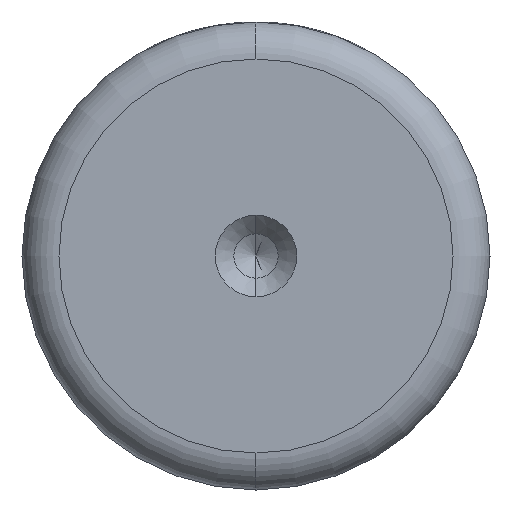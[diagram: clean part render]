
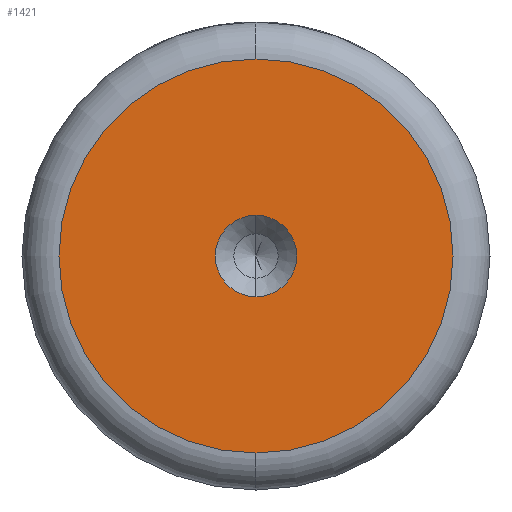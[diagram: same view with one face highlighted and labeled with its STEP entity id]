
A CAD part, left-side view. The second image highlights one B-rep face of the part: STEP entity #1421.
In plain terms, the highlighted planar face has unit normal (-1, 0, 0).
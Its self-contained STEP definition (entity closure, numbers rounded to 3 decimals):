
#7 = FACE_OUTER_BOUND ( 'NONE', #612, .T. ) ;
#26 = ORIENTED_EDGE ( 'NONE', *, *, #903, .T. ) ;
#113 = AXIS2_PLACEMENT_3D ( 'NONE', #328, #1067, #441 ) ;
#152 = CARTESIAN_POINT ( 'NONE',  ( 0., 0., -16. ) ) ;
#243 = VERTEX_POINT ( 'NONE', #1134 ) ;
#258 = VERTEX_POINT ( 'NONE', #152 ) ;
#308 = CARTESIAN_POINT ( 'NONE',  ( 0., 0., 0. ) ) ;
#328 = CARTESIAN_POINT ( 'NONE',  ( 0., 0., 0. ) ) ;
#353 = AXIS2_PLACEMENT_3D ( 'NONE', #648, #1406, #755 ) ;
#397 = DIRECTION ( 'NONE',  ( -1., 0., 0. ) ) ;
#412 = AXIS2_PLACEMENT_3D ( 'NONE', #1300, #1410, #759 ) ;
#413 = DIRECTION ( 'NONE',  ( 0., 0., 1. ) ) ;
#441 = DIRECTION ( 'NONE',  ( 0., 0., 1. ) ) ;
#467 = CIRCLE ( 'NONE', #1008, 3.3 ) ;
#514 = CIRCLE ( 'NONE', #353, 3.3 ) ;
#546 = EDGE_LOOP ( 'NONE', ( #892, #582 ) ) ;
#548 = PLANE ( 'NONE',  #412 ) ;
#582 = ORIENTED_EDGE ( 'NONE', *, *, #1072, .F. ) ;
#612 = EDGE_LOOP ( 'NONE', ( #26, #1007 ) ) ;
#648 = CARTESIAN_POINT ( 'NONE',  ( 0., 0., 0. ) ) ;
#739 = EDGE_CURVE ( 'NONE', #1078, #1256, #467, .T. ) ;
#755 = DIRECTION ( 'NONE',  ( 0., 0., 1. ) ) ;
#759 = DIRECTION ( 'NONE',  ( 0., 0., 1. ) ) ;
#825 = CIRCLE ( 'NONE', #950, 16. ) ;
#879 = CARTESIAN_POINT ( 'NONE',  ( 0., 0., -3.3 ) ) ;
#892 = ORIENTED_EDGE ( 'NONE', *, *, #739, .F. ) ;
#903 = EDGE_CURVE ( 'NONE', #243, #258, #825, .T. ) ;
#950 = AXIS2_PLACEMENT_3D ( 'NONE', #1029, #397, #1144 ) ;
#1007 = ORIENTED_EDGE ( 'NONE', *, *, #1019, .T. ) ;
#1008 = AXIS2_PLACEMENT_3D ( 'NONE', #308, #1041, #413 ) ;
#1019 = EDGE_CURVE ( 'NONE', #258, #243, #1303, .T. ) ;
#1029 = CARTESIAN_POINT ( 'NONE',  ( 0., 0., 0. ) ) ;
#1041 = DIRECTION ( 'NONE',  ( -1., 0., 0. ) ) ;
#1067 = DIRECTION ( 'NONE',  ( -1., 0., 0. ) ) ;
#1072 = EDGE_CURVE ( 'NONE', #1256, #1078, #514, .T. ) ;
#1078 = VERTEX_POINT ( 'NONE', #1192 ) ;
#1134 = CARTESIAN_POINT ( 'NONE',  ( 0., 0., 16. ) ) ;
#1144 = DIRECTION ( 'NONE',  ( 0., 0., 1. ) ) ;
#1192 = CARTESIAN_POINT ( 'NONE',  ( 0., 0., 3.3 ) ) ;
#1217 = FACE_BOUND ( 'NONE', #546, .T. ) ;
#1256 = VERTEX_POINT ( 'NONE', #879 ) ;
#1300 = CARTESIAN_POINT ( 'NONE',  ( 0., 0., 0. ) ) ;
#1303 = CIRCLE ( 'NONE', #113, 16. ) ;
#1406 = DIRECTION ( 'NONE',  ( -1., 0., 0. ) ) ;
#1410 = DIRECTION ( 'NONE',  ( -1., 0., 0. ) ) ;
#1421 = ADVANCED_FACE ( 'NONE', ( #1217, #7 ), #548, .T. ) ;
